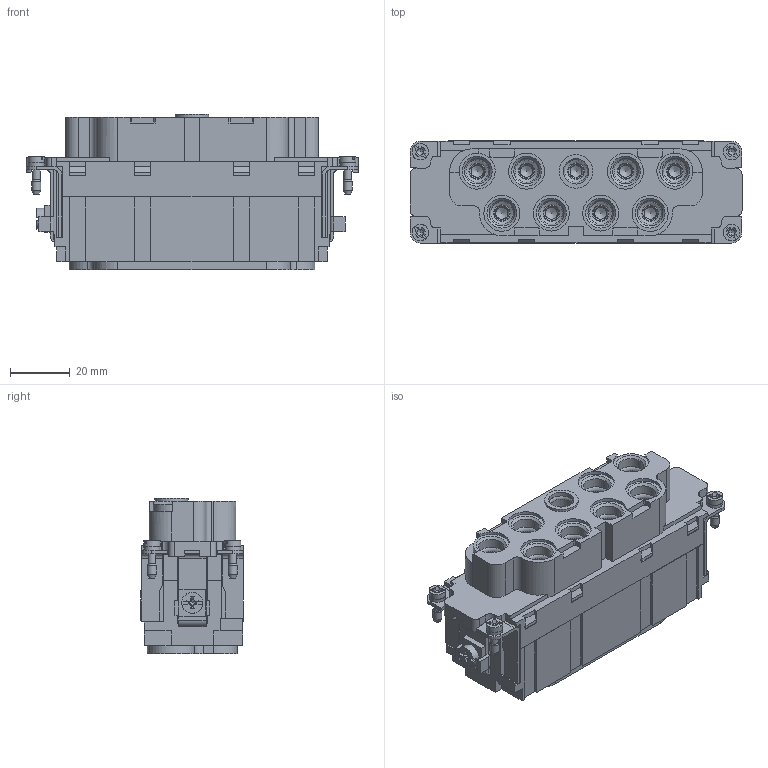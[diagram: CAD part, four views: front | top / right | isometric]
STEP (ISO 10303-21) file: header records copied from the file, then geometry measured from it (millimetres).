
FILE_DESCRIPTION(/* description */ (''),/* implementation_level */ '2;1');
FILE_NAME(/* name */ 'HK-008-0-F.stp',/* time_stamp */ '2023-02-09T00:12:49+08:00',/* author */ (''),/* organization */ (''),/* preprocessor_version */ 'ST-DEVELOPER v16',/* originating_system */ 'SIEMENS PLM Software NX 10.0',/* authorisation */ '');
FILE_SCHEMA (('AUTOMOTIVE_DESIGN { 1 0 10303 214 3 1 1 1 }'));
Length unit declared in the file: millimetre
Products named in the file (1): Admi0A2C26ACrox3
Bounding box: 110.85 x 34.2 x 51.95 mm (x, y, z)
Volume: 115333.8 mm3; surface area: 38109.6 mm2
Topology: 1 solids, 6 shells, 1125 faces, 2986 edges, 1907 vertices
Faces by surface type: plane 710, cylinder 198, cone 172, torus 45
Full cylindrical faces by diameter (mm): 2.5 x4, 3 x4, 3.35 x1, 4 x9, 5.3 x4, 5.5 x13, 6 x9, 7 x1, 7.2 x9, 8.2 x18, 8.5 x18, 9.95 x4, 11.25 x1, 11.45 x1, 12 x15
Entity records: 41267 total; most frequent: CARTESIAN_POINT 7504, DIRECTION 5301, ORIENTED_EDGE 5138, EDGE_CURVE 2569, AXIS2_PLACEMENT_3D 1842, VERTEX_POINT 1802, LINE 1617, VECTOR 1617
